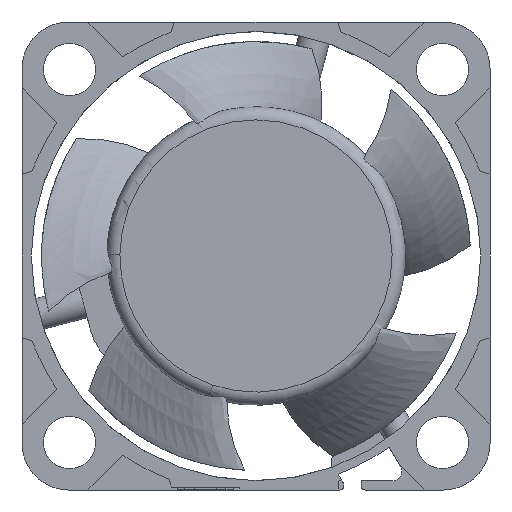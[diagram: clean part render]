
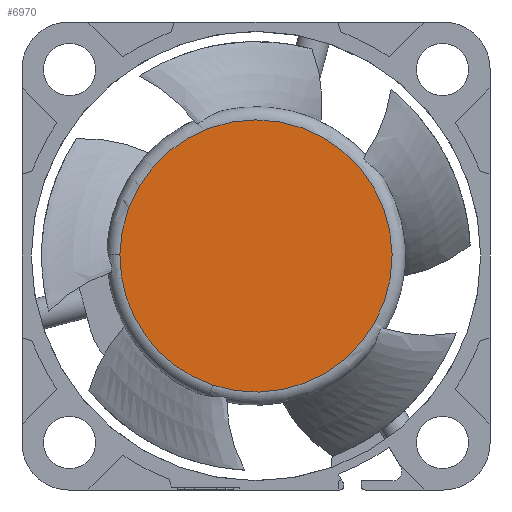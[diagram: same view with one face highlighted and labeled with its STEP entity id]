
A CAD part, front view. The second image highlights one B-rep face of the part: STEP entity #6970.
In plain terms, the highlighted planar face has unit normal (0, -1, 0).
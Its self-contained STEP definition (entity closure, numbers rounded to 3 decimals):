
#4150=CARTESIAN_POINT('',(0.,1.,0.));
#4151=DIRECTION('',(0.,-1.,0.));
#4152=DIRECTION('',(-0.318,0.,-0.948));
#4153=AXIS2_PLACEMENT_3D('',#4150,#4151,#4152);
#4404=CARTESIAN_POINT('',(0.,1.,0.));
#4405=DIRECTION('',(0.,-1.,0.));
#4406=DIRECTION('',(-1.,0.,0.01));
#4407=AXIS2_PLACEMENT_3D('',#4404,#4405,#4406);
#4991=CARTESIAN_POINT('',(-7.3,1.,0.071));
#4992=CARTESIAN_POINT('',(-2.324,1.,-6.92));
#4993=VERTEX_POINT('',#4991);
#4994=VERTEX_POINT('',#4992);
#6961=CARTESIAN_POINT('',(0.,1.,0.));
#6962=DIRECTION('',(0.,-1.,0.));
#6963=DIRECTION('',(1.,0.,0.));
#6964=AXIS2_PLACEMENT_3D('',#6961,#6962,#6963);
#6965=PLANE('',#6964);
#6966=ORIENTED_EDGE('',*,*,#5240,.F.);
#6967=ORIENTED_EDGE('',*,*,#6948,.F.);
#6968=EDGE_LOOP('',(#6966,#6967));
#6969=FACE_OUTER_BOUND('',#6968,.F.);
#6970=ADVANCED_FACE('',(#6969),#6965,.T.);
#4154=CIRCLE('',#4153,7.3);
#4408=CIRCLE('',#4407,7.3);
#5240=EDGE_CURVE('',#4994,#4993,#4154,.T.);
#6948=EDGE_CURVE('',#4993,#4994,#4408,.T.);
